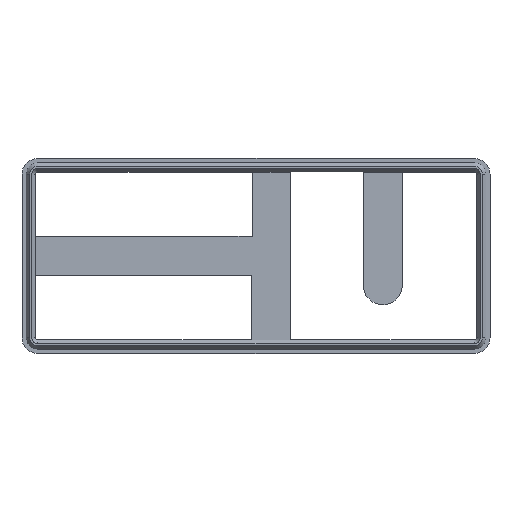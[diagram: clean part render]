
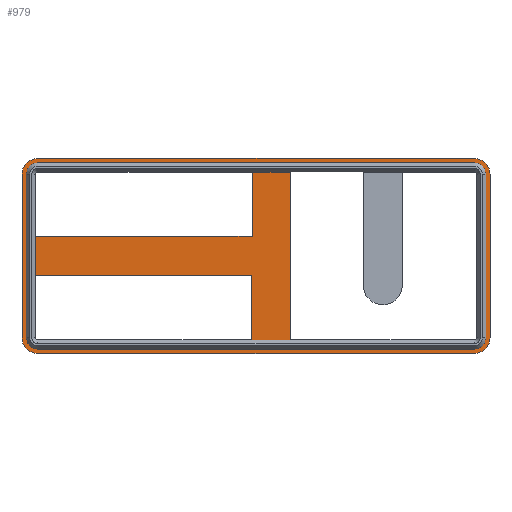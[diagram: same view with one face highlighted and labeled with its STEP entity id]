
A CAD part, top view. The second image highlights one B-rep face of the part: STEP entity #979.
In plain terms, the highlighted planar face has unit normal (0, 0, 1).
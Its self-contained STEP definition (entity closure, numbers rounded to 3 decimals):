
#21=FACE_BOUND('',#137,.T.);
#22=FACE_BOUND('',#138,.T.);
#35=CIRCLE('',#1052,8.);
#36=CIRCLE('',#1053,8.);
#37=CIRCLE('',#1054,8.);
#38=CIRCLE('',#1055,8.);
#39=CIRCLE('',#1056,1.);
#40=CIRCLE('',#1057,1.);
#41=CIRCLE('',#1058,1.);
#42=CIRCLE('',#1059,1.);
#82=FACE_OUTER_BOUND('',#136,.T.);
#136=EDGE_LOOP('',(#672,#673,#674,#675,#676,#677,#678,#679));
#137=EDGE_LOOP('',(#680,#681,#682,#683,#684,#685,#686,#687,#688,#689,#690,
#691,#692,#693,#694));
#138=EDGE_LOOP('',(#695,#696,#697,#698,#699));
#200=LINE('',#1449,#310);
#201=LINE('',#1453,#311);
#202=LINE('',#1457,#312);
#203=LINE('',#1461,#313);
#204=LINE('',#1465,#314);
#205=LINE('',#1467,#315);
#206=LINE('',#1469,#316);
#207=LINE('',#1473,#317);
#208=LINE('',#1477,#318);
#209=LINE('',#1479,#319);
#210=LINE('',#1481,#320);
#211=LINE('',#1483,#321);
#212=LINE('',#1485,#322);
#213=LINE('',#1487,#323);
#214=LINE('',#1490,#324);
#215=LINE('',#1491,#325);
#216=LINE('',#1494,#326);
#217=LINE('',#1498,#327);
#218=LINE('',#1500,#328);
#219=LINE('',#1501,#329);
#310=VECTOR('',#1161,10.);
#311=VECTOR('',#1164,10.);
#312=VECTOR('',#1167,10.);
#313=VECTOR('',#1170,10.);
#314=VECTOR('',#1173,10.);
#315=VECTOR('',#1174,10.);
#316=VECTOR('',#1175,10.);
#317=VECTOR('',#1178,10.);
#318=VECTOR('',#1181,10.);
#319=VECTOR('',#1182,10.);
#320=VECTOR('',#1183,10.);
#321=VECTOR('',#1184,10.);
#322=VECTOR('',#1185,10.);
#323=VECTOR('',#1186,10.);
#324=VECTOR('',#1189,10.);
#325=VECTOR('',#1190,10.);
#326=VECTOR('',#1191,10.);
#327=VECTOR('',#1194,10.);
#328=VECTOR('',#1195,10.);
#329=VECTOR('',#1196,10.);
#418=VERTEX_POINT('',#1447);
#419=VERTEX_POINT('',#1448);
#420=VERTEX_POINT('',#1450);
#421=VERTEX_POINT('',#1452);
#422=VERTEX_POINT('',#1454);
#423=VERTEX_POINT('',#1456);
#424=VERTEX_POINT('',#1458);
#425=VERTEX_POINT('',#1460);
#426=VERTEX_POINT('',#1463);
#427=VERTEX_POINT('',#1464);
#428=VERTEX_POINT('',#1466);
#429=VERTEX_POINT('',#1468);
#430=VERTEX_POINT('',#1470);
#431=VERTEX_POINT('',#1472);
#432=VERTEX_POINT('',#1474);
#433=VERTEX_POINT('',#1476);
#434=VERTEX_POINT('',#1478);
#435=VERTEX_POINT('',#1480);
#436=VERTEX_POINT('',#1482);
#437=VERTEX_POINT('',#1484);
#438=VERTEX_POINT('',#1486);
#439=VERTEX_POINT('',#1488);
#440=VERTEX_POINT('',#1492);
#441=VERTEX_POINT('',#1493);
#442=VERTEX_POINT('',#1495);
#443=VERTEX_POINT('',#1497);
#444=VERTEX_POINT('',#1499);
#516=EDGE_CURVE('',#418,#419,#200,.T.);
#517=EDGE_CURVE('',#420,#418,#35,.T.);
#518=EDGE_CURVE('',#421,#420,#201,.T.);
#519=EDGE_CURVE('',#422,#421,#36,.T.);
#520=EDGE_CURVE('',#423,#422,#202,.T.);
#521=EDGE_CURVE('',#424,#423,#37,.T.);
#522=EDGE_CURVE('',#425,#424,#203,.T.);
#523=EDGE_CURVE('',#419,#425,#38,.T.);
#524=EDGE_CURVE('',#426,#427,#204,.T.);
#525=EDGE_CURVE('',#428,#426,#205,.T.);
#526=EDGE_CURVE('',#429,#428,#206,.T.);
#527=EDGE_CURVE('',#430,#429,#39,.T.);
#528=EDGE_CURVE('',#431,#430,#207,.T.);
#529=EDGE_CURVE('',#432,#431,#40,.T.);
#530=EDGE_CURVE('',#433,#432,#208,.T.);
#531=EDGE_CURVE('',#434,#433,#209,.T.);
#532=EDGE_CURVE('',#435,#434,#210,.T.);
#533=EDGE_CURVE('',#436,#435,#211,.T.);
#534=EDGE_CURVE('',#437,#436,#212,.T.);
#535=EDGE_CURVE('',#438,#437,#213,.T.);
#536=EDGE_CURVE('',#439,#438,#41,.T.);
#537=EDGE_CURVE('',#435,#439,#214,.T.);
#538=EDGE_CURVE('',#427,#435,#215,.T.);
#539=EDGE_CURVE('',#440,#441,#216,.T.);
#540=EDGE_CURVE('',#442,#440,#42,.T.);
#541=EDGE_CURVE('',#443,#442,#217,.T.);
#542=EDGE_CURVE('',#444,#443,#218,.T.);
#543=EDGE_CURVE('',#441,#444,#219,.T.);
#672=ORIENTED_EDGE('',*,*,#516,.F.);
#673=ORIENTED_EDGE('',*,*,#517,.F.);
#674=ORIENTED_EDGE('',*,*,#518,.F.);
#675=ORIENTED_EDGE('',*,*,#519,.F.);
#676=ORIENTED_EDGE('',*,*,#520,.F.);
#677=ORIENTED_EDGE('',*,*,#521,.F.);
#678=ORIENTED_EDGE('',*,*,#522,.F.);
#679=ORIENTED_EDGE('',*,*,#523,.F.);
#680=ORIENTED_EDGE('',*,*,#524,.F.);
#681=ORIENTED_EDGE('',*,*,#525,.F.);
#682=ORIENTED_EDGE('',*,*,#526,.F.);
#683=ORIENTED_EDGE('',*,*,#527,.F.);
#684=ORIENTED_EDGE('',*,*,#528,.F.);
#685=ORIENTED_EDGE('',*,*,#529,.F.);
#686=ORIENTED_EDGE('',*,*,#530,.F.);
#687=ORIENTED_EDGE('',*,*,#531,.F.);
#688=ORIENTED_EDGE('',*,*,#532,.F.);
#689=ORIENTED_EDGE('',*,*,#533,.F.);
#690=ORIENTED_EDGE('',*,*,#534,.F.);
#691=ORIENTED_EDGE('',*,*,#535,.F.);
#692=ORIENTED_EDGE('',*,*,#536,.F.);
#693=ORIENTED_EDGE('',*,*,#537,.F.);
#694=ORIENTED_EDGE('',*,*,#538,.F.);
#695=ORIENTED_EDGE('',*,*,#539,.F.);
#696=ORIENTED_EDGE('',*,*,#540,.F.);
#697=ORIENTED_EDGE('',*,*,#541,.F.);
#698=ORIENTED_EDGE('',*,*,#542,.F.);
#699=ORIENTED_EDGE('',*,*,#543,.F.);
#941=PLANE('',#1051);
#979=ADVANCED_FACE('',(#82,#21,#22),#941,.F.);
#1051=AXIS2_PLACEMENT_3D('',#1446,#1159,#1160);
#1052=AXIS2_PLACEMENT_3D('',#1451,#1162,#1163);
#1053=AXIS2_PLACEMENT_3D('',#1455,#1165,#1166);
#1054=AXIS2_PLACEMENT_3D('',#1459,#1168,#1169);
#1055=AXIS2_PLACEMENT_3D('',#1462,#1171,#1172);
#1056=AXIS2_PLACEMENT_3D('',#1471,#1176,#1177);
#1057=AXIS2_PLACEMENT_3D('',#1475,#1179,#1180);
#1058=AXIS2_PLACEMENT_3D('',#1489,#1187,#1188);
#1059=AXIS2_PLACEMENT_3D('',#1496,#1192,#1193);
#1159=DIRECTION('center_axis',(0.,0.,-1.));
#1160=DIRECTION('ref_axis',(-1.,0.,0.));
#1161=DIRECTION('',(0.,1.,0.));
#1162=DIRECTION('center_axis',(0.,0.,-1.));
#1163=DIRECTION('ref_axis',(0.,-1.,0.));
#1164=DIRECTION('',(-1.,0.,0.));
#1165=DIRECTION('center_axis',(0.,0.,-1.));
#1166=DIRECTION('ref_axis',(1.,0.,0.));
#1167=DIRECTION('',(0.,-1.,0.));
#1168=DIRECTION('center_axis',(0.,0.,-1.));
#1169=DIRECTION('ref_axis',(0.,1.,0.));
#1170=DIRECTION('',(1.,0.,0.));
#1171=DIRECTION('center_axis',(0.,0.,-1.));
#1172=DIRECTION('ref_axis',(-1.,0.,0.));
#1173=DIRECTION('',(-1.,0.,0.));
#1174=DIRECTION('',(0.,1.,0.));
#1175=DIRECTION('',(-1.,0.,0.));
#1176=DIRECTION('center_axis',(0.,0.,1.));
#1177=DIRECTION('ref_axis',(0.,1.,0.));
#1178=DIRECTION('',(0.,1.,0.));
#1179=DIRECTION('center_axis',(0.,0.,1.));
#1180=DIRECTION('ref_axis',(1.,0.,0.));
#1181=DIRECTION('',(1.,0.,0.));
#1182=DIRECTION('',(0.,-1.,0.));
#1183=DIRECTION('',(1.,0.,0.));
#1184=DIRECTION('',(0.008,1.,0.));
#1185=DIRECTION('',(1.,0.,0.));
#1186=DIRECTION('',(0.,-1.,0.));
#1187=DIRECTION('center_axis',(0.,0.,1.));
#1188=DIRECTION('ref_axis',(-1.,0.,0.));
#1189=DIRECTION('',(-1.,0.,0.));
#1190=DIRECTION('',(-0.008,-1.,0.));
#1191=DIRECTION('',(1.,0.,0.));
#1192=DIRECTION('center_axis',(0.,0.,1.));
#1193=DIRECTION('ref_axis',(0.,-1.,0.));
#1194=DIRECTION('',(0.,-1.,0.));
#1195=DIRECTION('',(-1.,0.,0.));
#1196=DIRECTION('',(0.008,1.,0.));
#1446=CARTESIAN_POINT('Origin',(5.,0.,
-25.));
#1447=CARTESIAN_POINT('',(-115.,-42.,-25.));
#1448=CARTESIAN_POINT('',(-115.,42.,-25.));
#1449=CARTESIAN_POINT('',(-115.,-42.,-25.));
#1450=CARTESIAN_POINT('',(-107.,-50.,-25.));
#1451=CARTESIAN_POINT('Origin',(-107.,-42.,-25.));
#1452=CARTESIAN_POINT('',(117.,-50.,-25.));
#1453=CARTESIAN_POINT('',(117.,-50.,-25.));
#1454=CARTESIAN_POINT('',(125.,-42.,-25.));
#1455=CARTESIAN_POINT('Origin',(117.,-42.,-25.));
#1456=CARTESIAN_POINT('',(125.,42.,-25.));
#1457=CARTESIAN_POINT('',(125.,42.,-25.));
#1458=CARTESIAN_POINT('',(117.,50.,-25.));
#1459=CARTESIAN_POINT('Origin',(117.,42.,-25.));
#1460=CARTESIAN_POINT('',(-107.,50.,-25.));
#1461=CARTESIAN_POINT('',(-107.,50.,-25.));
#1462=CARTESIAN_POINT('Origin',(-107.,42.,-25.));
#1463=CARTESIAN_POINT('',(80.,43.25,-25.));
#1464=CARTESIAN_POINT('',(3.23,43.25,-25.));
#1465=CARTESIAN_POINT('',(-107.,43.25,-25.));
#1466=CARTESIAN_POINT('',(80.,43.,-25.));
#1467=CARTESIAN_POINT('',(80.,-15.,-25.));
#1468=CARTESIAN_POINT('',(117.,43.,-25.));
#1469=CARTESIAN_POINT('',(-107.,43.,-25.));
#1470=CARTESIAN_POINT('',(118.,42.,-25.));
#1471=CARTESIAN_POINT('Origin',(117.,42.,-25.));
#1472=CARTESIAN_POINT('',(118.,-42.,-25.));
#1473=CARTESIAN_POINT('',(118.,42.,-25.));
#1474=CARTESIAN_POINT('',(117.,-43.,-25.));
#1475=CARTESIAN_POINT('Origin',(117.,-42.,-25.));
#1476=CARTESIAN_POINT('',(22.704,-43.,-25.));
#1477=CARTESIAN_POINT('',(117.,-43.,-25.));
#1478=CARTESIAN_POINT('',(22.704,43.,-25.));
#1479=CARTESIAN_POINT('',(22.704,-43.,-25.));
#1480=CARTESIAN_POINT('',(3.228,43.,-25.));
#1481=CARTESIAN_POINT('',(-107.,43.,-25.));
#1482=CARTESIAN_POINT('',(2.961,10.,-25.));
#1483=CARTESIAN_POINT('',(3.23,43.25,-25.));
#1484=CARTESIAN_POINT('',(-108.,10.,-25.));
#1485=CARTESIAN_POINT('',(12.791,10.,-25.));
#1486=CARTESIAN_POINT('',(-108.,42.,-25.));
#1487=CARTESIAN_POINT('',(-108.,-42.,-25.));
#1488=CARTESIAN_POINT('',(-107.,43.,-25.));
#1489=CARTESIAN_POINT('Origin',(-107.,42.,-25.));
#1490=CARTESIAN_POINT('',(-107.,43.,-25.));
#1491=CARTESIAN_POINT('',(3.23,43.25,-25.));
#1492=CARTESIAN_POINT('',(-107.,-43.,-25.));
#1493=CARTESIAN_POINT('',(2.533,-43.,-25.));
#1494=CARTESIAN_POINT('',(117.,-43.,-25.));
#1495=CARTESIAN_POINT('',(-108.,-42.,-25.));
#1496=CARTESIAN_POINT('Origin',(-107.,-42.,-25.));
#1497=CARTESIAN_POINT('',(-108.,-10.,-25.));
#1498=CARTESIAN_POINT('',(-108.,-42.,-25.));
#1499=CARTESIAN_POINT('',(2.8,-10.,-25.));
#1500=CARTESIAN_POINT('',(12.791,-10.,-25.));
#1501=CARTESIAN_POINT('',(3.23,43.25,-25.));
